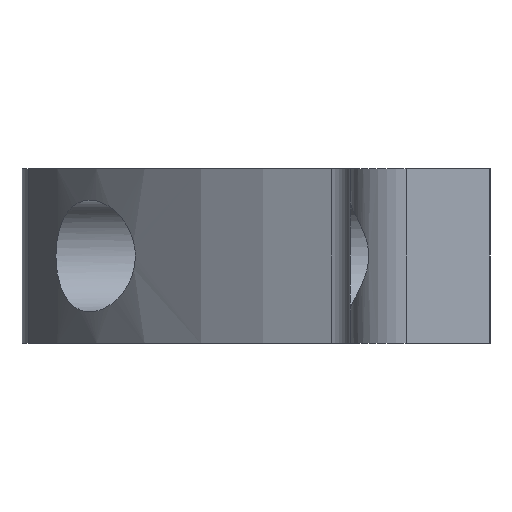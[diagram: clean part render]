
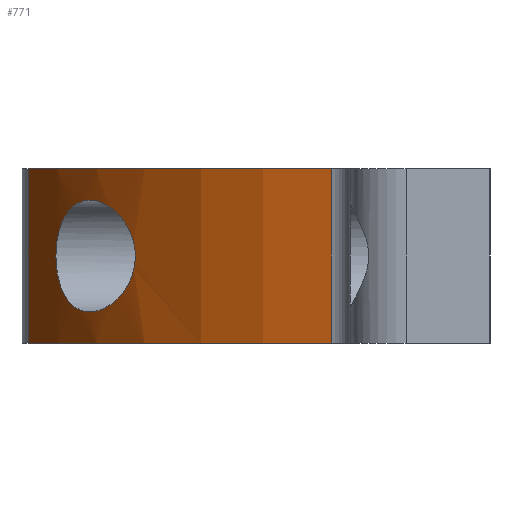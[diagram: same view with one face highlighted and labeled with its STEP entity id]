
A CAD part, left-side view. The second image highlights one B-rep face of the part: STEP entity #771.
In plain terms, the highlighted cylindrical face has radius 34.95 mm (diameter 69.9 mm), a partial arc.
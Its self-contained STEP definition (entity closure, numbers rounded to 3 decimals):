
#15=B_SPLINE_CURVE_WITH_KNOTS('',3,(#1195,#1196,#1197,#1198,#1199,#1200,
#1201,#1202,#1203,#1204,#1205,#1206,#1207,#1208,#1209,#1210,#1211,#1212),
 .UNSPECIFIED.,.F.,.F.,(4,2,2,2,2,2,2,2,4),(0.,0.151,0.302,
0.497,0.691,0.87,1.05,
1.199,1.347),.UNSPECIFIED.);
#16=B_SPLINE_CURVE_WITH_KNOTS('',3,(#1213,#1214,#1215,#1216,#1217,#1218,
#1219,#1220,#1221,#1222,#1223,#1224,#1225,#1226,#1227,#1228,#1229,#1230),
 .UNSPECIFIED.,.F.,.F.,(4,2,2,2,2,2,2,2,4),(1.347,1.496,
1.645,1.825,2.004,2.198,2.393,
2.544,2.695),.UNSPECIFIED.);
#33=FACE_BOUND('',#117,.T.);
#73=FACE_OUTER_BOUND('',#116,.T.);
#116=EDGE_LOOP('',(#568,#569,#570,#571));
#117=EDGE_LOOP('',(#572,#573));
#165=LINE('',#1134,#219);
#183=LINE('',#1439,#237);
#219=VECTOR('',#908,10.);
#237=VECTOR('',#976,10.);
#277=CIRCLE('',#824,34.95);
#290=CIRCLE('',#843,34.95);
#319=VERTEX_POINT('',#1131);
#320=VERTEX_POINT('',#1133);
#326=VERTEX_POINT('',#1149);
#346=VERTEX_POINT('',#1193);
#347=VERTEX_POINT('',#1194);
#358=VERTEX_POINT('',#1437);
#397=EDGE_CURVE('',#319,#320,#165,.T.);
#405=EDGE_CURVE('',#320,#326,#277,.T.);
#427=EDGE_CURVE('',#346,#347,#15,.T.);
#428=EDGE_CURVE('',#347,#346,#16,.T.);
#443=EDGE_CURVE('',#358,#319,#290,.T.);
#444=EDGE_CURVE('',#326,#358,#183,.T.);
#568=ORIENTED_EDGE('',*,*,#397,.F.);
#569=ORIENTED_EDGE('',*,*,#443,.F.);
#570=ORIENTED_EDGE('',*,*,#444,.F.);
#571=ORIENTED_EDGE('',*,*,#405,.F.);
#572=ORIENTED_EDGE('',*,*,#427,.T.);
#573=ORIENTED_EDGE('',*,*,#428,.T.);
#744=CYLINDRICAL_SURFACE('',#842,34.95);
#771=ADVANCED_FACE('',(#73,#33),#744,.T.);
#824=AXIS2_PLACEMENT_3D('',#1150,#923,#924);
#842=AXIS2_PLACEMENT_3D('',#1436,#972,#973);
#843=AXIS2_PLACEMENT_3D('',#1438,#974,#975);
#908=DIRECTION('',(0.,0.,1.));
#923=DIRECTION('center_axis',(0.,0.,1.));
#924=DIRECTION('ref_axis',(0.958,0.286,0.));
#972=DIRECTION('center_axis',(0.,0.,-1.));
#973=DIRECTION('ref_axis',(0.958,0.286,0.));
#974=DIRECTION('center_axis',(0.,0.,-1.));
#975=DIRECTION('ref_axis',(0.958,0.286,0.));
#976=DIRECTION('',(0.,0.,-1.));
#1131=CARTESIAN_POINT('',(33.648,88.055,0.));
#1133=CARTESIAN_POINT('',(33.648,88.055,12.5));
#1134=CARTESIAN_POINT('',(33.648,88.055,12.5));
#1149=CARTESIAN_POINT('',(11.944,66.35,12.5));
#1150=CARTESIAN_POINT('Origin',(45.,55.,12.5));
#1193=CARTESIAN_POINT('',(20.975,80.383,6.25));
#1194=CARTESIAN_POINT('',(28.975,86.06,6.25));
#1195=CARTESIAN_POINT('Ctrl Pts',(20.975,80.383,6.25));
#1196=CARTESIAN_POINT('Ctrl Pts',(20.975,80.383,5.746));
#1197=CARTESIAN_POINT('Ctrl Pts',(21.076,80.479,5.227));
#1198=CARTESIAN_POINT('Ctrl Pts',(21.448,80.824,4.297));
#1199=CARTESIAN_POINT('Ctrl Pts',(21.719,81.07,3.886));
#1200=CARTESIAN_POINT('Ctrl Pts',(22.386,81.653,3.15));
#1201=CARTESIAN_POINT('Ctrl Pts',(22.856,82.048,2.811));
#1202=CARTESIAN_POINT('Ctrl Pts',(23.885,82.858,2.361));
#1203=CARTESIAN_POINT('Ctrl Pts',(24.444,83.273,2.25));
#1204=CARTESIAN_POINT('Ctrl Pts',(25.466,83.987,2.25));
#1205=CARTESIAN_POINT('Ctrl Pts',(26.005,84.343,2.346));
#1206=CARTESIAN_POINT('Ctrl Pts',(27.024,84.979,2.771));
#1207=CARTESIAN_POINT('Ctrl Pts',(27.504,85.259,3.101));
#1208=CARTESIAN_POINT('Ctrl Pts',(28.204,85.652,3.845));
#1209=CARTESIAN_POINT('Ctrl Pts',(28.491,85.806,4.275));
#1210=CARTESIAN_POINT('Ctrl Pts',(28.877,86.009,5.229));
#1211=CARTESIAN_POINT('Ctrl Pts',(28.975,86.06,5.754));
#1212=CARTESIAN_POINT('Ctrl Pts',(28.975,86.06,6.25));
#1213=CARTESIAN_POINT('Ctrl Pts',(28.975,86.06,6.25));
#1214=CARTESIAN_POINT('Ctrl Pts',(28.975,86.06,6.746));
#1215=CARTESIAN_POINT('Ctrl Pts',(28.877,86.009,7.271));
#1216=CARTESIAN_POINT('Ctrl Pts',(28.491,85.806,8.225));
#1217=CARTESIAN_POINT('Ctrl Pts',(28.204,85.652,8.655));
#1218=CARTESIAN_POINT('Ctrl Pts',(27.504,85.259,9.399));
#1219=CARTESIAN_POINT('Ctrl Pts',(27.024,84.979,9.729));
#1220=CARTESIAN_POINT('Ctrl Pts',(26.005,84.343,10.154));
#1221=CARTESIAN_POINT('Ctrl Pts',(25.466,83.987,10.25));
#1222=CARTESIAN_POINT('Ctrl Pts',(24.444,83.273,10.25));
#1223=CARTESIAN_POINT('Ctrl Pts',(23.885,82.858,10.139));
#1224=CARTESIAN_POINT('Ctrl Pts',(22.856,82.048,9.689));
#1225=CARTESIAN_POINT('Ctrl Pts',(22.386,81.653,9.35));
#1226=CARTESIAN_POINT('Ctrl Pts',(21.719,81.07,8.614));
#1227=CARTESIAN_POINT('Ctrl Pts',(21.448,80.824,8.203));
#1228=CARTESIAN_POINT('Ctrl Pts',(21.076,80.479,7.273));
#1229=CARTESIAN_POINT('Ctrl Pts',(20.975,80.383,6.754));
#1230=CARTESIAN_POINT('Ctrl Pts',(20.975,80.383,6.25));
#1436=CARTESIAN_POINT('Origin',(45.,55.,12.5));
#1437=CARTESIAN_POINT('',(11.944,66.35,0.));
#1438=CARTESIAN_POINT('Origin',(45.,55.,0.));
#1439=CARTESIAN_POINT('',(11.944,66.35,12.5));
